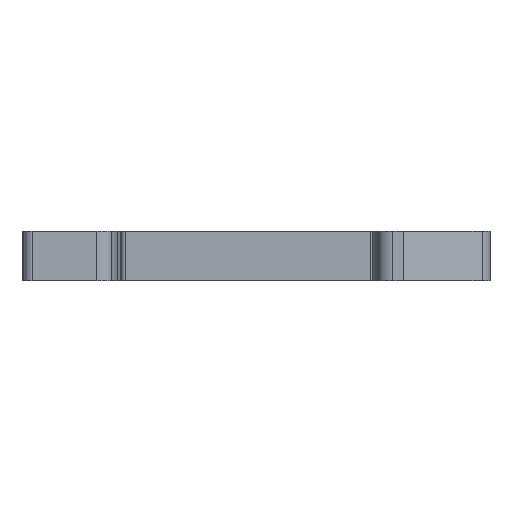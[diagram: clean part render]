
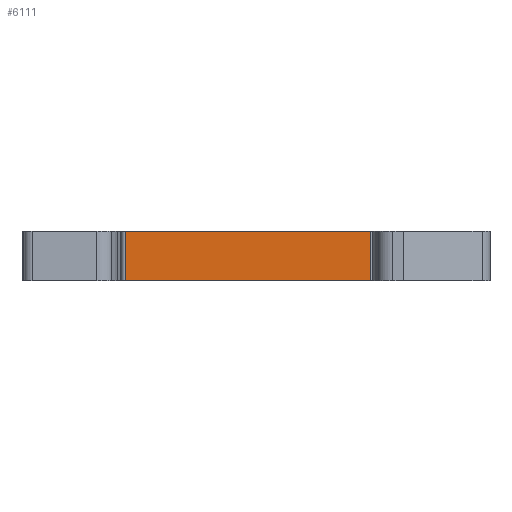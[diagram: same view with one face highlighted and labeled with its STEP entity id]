
A CAD part, front view. The second image highlights one B-rep face of the part: STEP entity #6111.
In plain terms, the highlighted planar face has unit normal (0, -1, 0).
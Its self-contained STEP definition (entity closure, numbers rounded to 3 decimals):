
#73=DIRECTION('',(1.,0.,0.));
#74=VECTOR('',#73,30.895);
#75=CARTESIAN_POINT('',(-10.195,-11.6,-3.1));
#76=LINE('',#75,#74);
#1049=DIRECTION('',(1.,0.,0.));
#1050=VECTOR('',#1049,30.895);
#1051=CARTESIAN_POINT('',(-10.195,-11.6,3.1));
#1052=LINE('',#1051,#1050);
#2263=DIRECTION('',(0.,0.,1.));
#2264=VECTOR('',#2263,6.2);
#2265=CARTESIAN_POINT('',(20.7,-11.6,-3.1));
#2266=LINE('',#2265,#2264);
#2267=DIRECTION('',(0.,0.,1.));
#2268=VECTOR('',#2267,6.2);
#2269=CARTESIAN_POINT('',(-10.195,-11.6,-3.1));
#2270=LINE('',#2269,#2268);
#2419=CARTESIAN_POINT('',(-10.195,-11.6,-3.1));
#2420=VERTEX_POINT('',#2419);
#2421=CARTESIAN_POINT('',(20.7,-11.6,-3.1));
#2422=VERTEX_POINT('',#2421);
#2667=CARTESIAN_POINT('',(-10.195,-11.6,3.1));
#2668=VERTEX_POINT('',#2667);
#2669=CARTESIAN_POINT('',(20.7,-11.6,3.1));
#2670=VERTEX_POINT('',#2669);
#6099=CARTESIAN_POINT('',(-10.195,-11.6,-3.1));
#6100=DIRECTION('',(0.,-1.,0.));
#6101=DIRECTION('',(1.,0.,0.));
#6102=AXIS2_PLACEMENT_3D('',#6099,#6100,#6101);
#6103=PLANE('',#6102);
#6104=ORIENTED_EDGE('',*,*,#3176,.F.);
#6106=ORIENTED_EDGE('',*,*,#6105,.T.);
#6107=ORIENTED_EDGE('',*,*,#4196,.T.);
#6108=ORIENTED_EDGE('',*,*,#6092,.F.);
#6109=EDGE_LOOP('',(#6104,#6106,#6107,#6108));
#6110=FACE_OUTER_BOUND('',#6109,.F.);
#6111=ADVANCED_FACE('',(#6110),#6103,.T.);
#3176=EDGE_CURVE('',#2420,#2422,#76,.T.);
#4196=EDGE_CURVE('',#2668,#2670,#1052,.T.);
#6092=EDGE_CURVE('',#2422,#2670,#2266,.T.);
#6105=EDGE_CURVE('',#2420,#2668,#2270,.T.);
